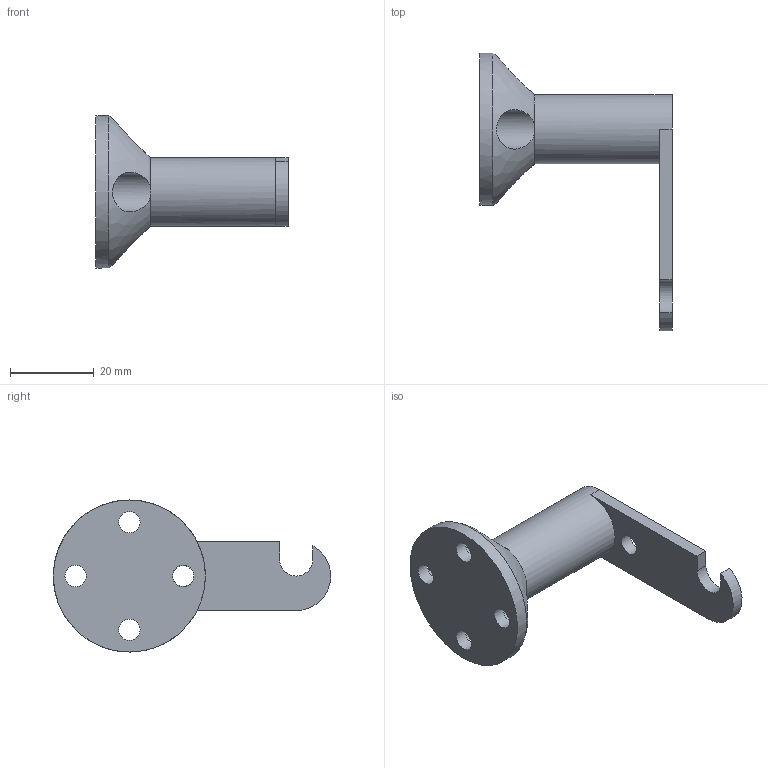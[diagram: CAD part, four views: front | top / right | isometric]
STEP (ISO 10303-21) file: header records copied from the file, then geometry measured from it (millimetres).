
FILE_DESCRIPTION(/* description */ (''),/* implementation_level */ '2;1');
FILE_NAME(/* name */ 'TorqueShaft.step',/* time_stamp */ '2021-05-10T18:46:27+02:00',/* author */ (''),/* organization */ (''),/* preprocessor_version */ 'ST-DEVELOPER v18.1',/* originating_system */ 'Autodesk Translation Framework v10.6.0.1341',/* authorisation */ '');
FILE_SCHEMA (('AUTOMOTIVE_DESIGN { 1 0 10303 214 3 1 1 }'));
Length unit declared in the file: millimetre
Products named in the file (2): WeightMount_Torque; TorqueExtension
Assembly tree (1 placements, depth 2):
  WeightMount_Torque
    TorqueExtension
Bounding box: 46 x 66.36 x 36.39 mm (x, y, z)
Volume: 16278.7 mm3; surface area: 6564.6 mm2
Topology: 1 solids, 1 shells, 33 faces, 84 edges, 51 vertices
Faces by surface type: plane 19, cylinder 13, bspline 1
Full cylindrical faces by diameter (mm): 5 x1, 5.1 x4, 9.5 x4, 16.5 x1, 36.384 x1
Entity records: 1452 total; most frequent: CARTESIAN_POINT 585, DIRECTION 178, ORIENTED_EDGE 164, EDGE_CURVE 82, AXIS2_PLACEMENT_3D 76, VERTEX_POINT 51, EDGE_LOOP 43, CIRCLE 41
